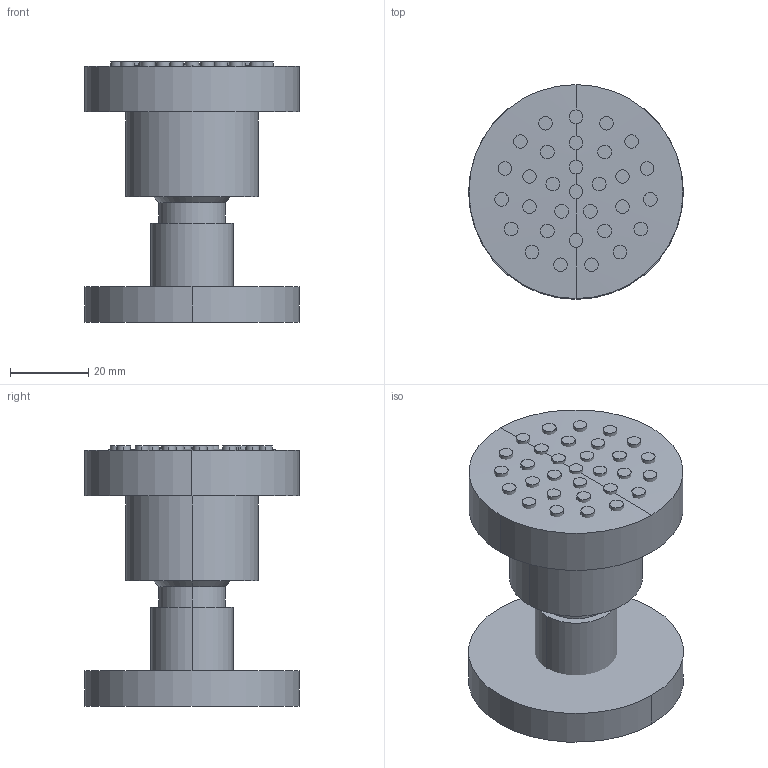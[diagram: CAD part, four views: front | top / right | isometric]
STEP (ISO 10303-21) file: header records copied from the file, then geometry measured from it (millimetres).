
FILE_DESCRIPTION (( 'STEP AP203' ), '1' );
FILE_NAME ('28518979-00.STEP', '2018-07-03T14:49:28', ( '' ), ( '' ), 'SwSTEP 2.0', 'SolidWorks 2017', '' );
FILE_SCHEMA (( 'CONFIG_CONTROL_DESIGN' ));
Length unit declared in the file: millimetre
Products named in the file (4): Planungsmodell_Seitenbrause-+-28.518.780-20_ _K1; Planungsmodell_Strahlmatte-+-28.518.780-10_ _K1; Planungsmodell_Rohr_gerade-+-28.568.780-10_ _K3_55x9; 28518979-00
Assembly tree (3 placements, depth 2):
  28518979-00
    Planungsmodell_Seitenbrause-+-28.518.780-20_ _K1
    Planungsmodell_Strahlmatte-+-28.518.780-10_ _K1
    Planungsmodell_Rohr_gerade-+-28.568.780-10_ _K3_55x9
Bounding box: 55 x 55 x 66.6 mm (x, y, z)
Volume: 81556.5 mm3; surface area: 21821 mm2
Topology: 3 solids, 3 shells, 117 faces, 230 edges, 153 vertices
Faces by surface type: cylinder 74, plane 39, cone 2, sphere 2
Entity records: 3504 total; most frequent: DIRECTION 630, CARTESIAN_POINT 506, ORIENTED_EDGE 460, AXIS2_PLACEMENT_3D 277, EDGE_CURVE 230, CIRCLE 154, VERTEX_POINT 153, EDGE_LOOP 151
